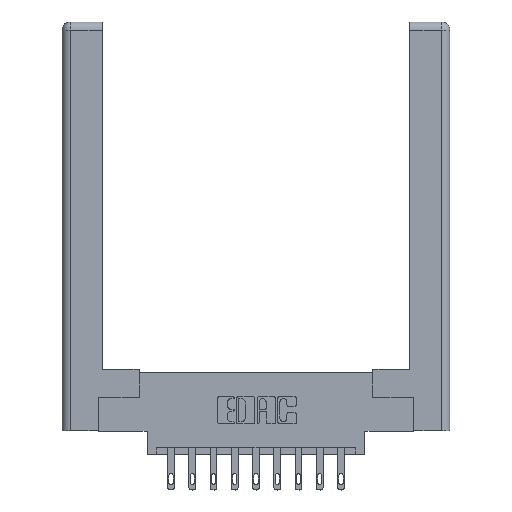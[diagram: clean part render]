
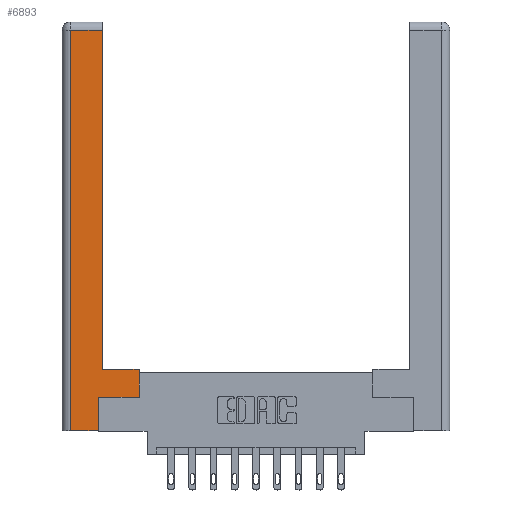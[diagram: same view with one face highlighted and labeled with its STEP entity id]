
A CAD part, top view. The second image highlights one B-rep face of the part: STEP entity #6893.
In plain terms, the highlighted planar face has unit normal (0, 0, 1).
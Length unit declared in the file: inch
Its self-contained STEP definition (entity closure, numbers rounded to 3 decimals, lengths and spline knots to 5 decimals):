
#459 = DIRECTION ( 'NONE',  ( 0., 1., 0. ) ) ;
#663 = VERTEX_POINT ( 'NONE', #7899 ) ;
#811 = ORIENTED_EDGE ( 'NONE', *, *, #9670, .T. ) ;
#848 = EDGE_CURVE ( 'NONE', #10737, #10524, #5816, .T. ) ;
#960 = DIRECTION ( 'NONE',  ( -1., 0., 0. ) ) ;
#1057 = VECTOR ( 'NONE', #2094, 39.37008 ) ;
#1739 = LINE ( 'NONE', #12426, #7438 ) ;
#1855 = EDGE_CURVE ( 'NONE', #3264, #3821, #1739, .T. ) ;
#2022 = PLANE ( 'NONE',  #5523 ) ;
#2094 = DIRECTION ( 'NONE',  ( 0., 1., 0. ) ) ;
#2652 = DIRECTION ( 'NONE',  ( -1., 0., 0. ) ) ;
#2936 = ORIENTED_EDGE ( 'NONE', *, *, #13688, .T. ) ;
#3114 = CARTESIAN_POINT ( 'NONE',  ( 0.565, 0.45, 0. ) ) ;
#3264 = VERTEX_POINT ( 'NONE', #11681 ) ;
#3336 = CARTESIAN_POINT ( 'NONE',  ( 0.265, 0., 0. ) ) ;
#3488 = EDGE_CURVE ( 'NONE', #4602, #663, #11464, .T. ) ;
#3821 = VERTEX_POINT ( 'NONE', #4023 ) ;
#3954 = VERTEX_POINT ( 'NONE', #7074 ) ;
#4023 = CARTESIAN_POINT ( 'NONE',  ( 0.0615, 2.94, 0. ) ) ;
#4569 = LINE ( 'NONE', #5560, #4730 ) ;
#4582 = ORIENTED_EDGE ( 'NONE', *, *, #1855, .T. ) ;
#4602 = VERTEX_POINT ( 'NONE', #3114 ) ;
#4730 = VECTOR ( 'NONE', #7708, 39.37008 ) ;
#4806 = DIRECTION ( 'NONE',  ( 0., -1., 0. ) ) ;
#5064 = VECTOR ( 'NONE', #13039, 39.37008 ) ;
#5320 = ORIENTED_EDGE ( 'NONE', *, *, #8404, .T. ) ;
#5523 = AXIS2_PLACEMENT_3D ( 'NONE', #13901, #7401, #960 ) ;
#5560 = CARTESIAN_POINT ( 'NONE',  ( 0.265, 0.245, 0. ) ) ;
#5816 = LINE ( 'NONE', #12493, #9167 ) ;
#6006 = VECTOR ( 'NONE', #4806, 39.37008 ) ;
#6117 = LINE ( 'NONE', #9697, #1057 ) ;
#6129 = EDGE_CURVE ( 'NONE', #13658, #3954, #7229, .T. ) ;
#6198 = FACE_OUTER_BOUND ( 'NONE', #7247, .T. ) ;
#6893 = ADVANCED_FACE ( 'NONE', ( #6198 ), #2022, .F. ) ;
#7074 = CARTESIAN_POINT ( 'NONE',  ( 0.265, 0., 0. ) ) ;
#7126 = DIRECTION ( 'NONE',  ( -1., 0., 0. ) ) ;
#7229 = LINE ( 'NONE', #3336, #5064 ) ;
#7247 = EDGE_LOOP ( 'NONE', ( #13411, #4582, #5320, #8319, #2936, #9255, #811, #11873 ) ) ;
#7401 = DIRECTION ( 'NONE',  ( 0., 0., -1. ) ) ;
#7438 = VECTOR ( 'NONE', #7126, 39.37008 ) ;
#7619 = CARTESIAN_POINT ( 'NONE',  ( 0.0615, 0., 0. ) ) ;
#7708 = DIRECTION ( 'NONE',  ( 0., 1., 0. ) ) ;
#7899 = CARTESIAN_POINT ( 'NONE',  ( 0.295, 0.45, 0. ) ) ;
#8232 = DIRECTION ( 'NONE',  ( 1., 0., 0. ) ) ;
#8319 = ORIENTED_EDGE ( 'NONE', *, *, #6129, .T. ) ;
#8404 = EDGE_CURVE ( 'NONE', #3821, #13658, #9014, .T. ) ;
#8917 = VECTOR ( 'NONE', #2652, 39.37008 ) ;
#9014 = LINE ( 'NONE', #10109, #6006 ) ;
#9154 = VECTOR ( 'NONE', #459, 39.37008 ) ;
#9167 = VECTOR ( 'NONE', #8232, 39.37008 ) ;
#9255 = ORIENTED_EDGE ( 'NONE', *, *, #848, .T. ) ;
#9670 = EDGE_CURVE ( 'NONE', #10524, #4602, #12027, .T. ) ;
#9697 = CARTESIAN_POINT ( 'NONE',  ( 0.295, 3., 0. ) ) ;
#10109 = CARTESIAN_POINT ( 'NONE',  ( 0.0615, 0., 0. ) ) ;
#10311 = CARTESIAN_POINT ( 'NONE',  ( 0.565, 0.45, 0. ) ) ;
#10524 = VERTEX_POINT ( 'NONE', #11796 ) ;
#10737 = VERTEX_POINT ( 'NONE', #12764 ) ;
#10962 = CARTESIAN_POINT ( 'NONE',  ( 0.295, 0.45, 0. ) ) ;
#11464 = LINE ( 'NONE', #10962, #8917 ) ;
#11681 = CARTESIAN_POINT ( 'NONE',  ( 0.295, 2.94, 0. ) ) ;
#11796 = CARTESIAN_POINT ( 'NONE',  ( 0.565, 0.245, 0. ) ) ;
#11873 = ORIENTED_EDGE ( 'NONE', *, *, #3488, .T. ) ;
#12027 = LINE ( 'NONE', #10311, #9154 ) ;
#12285 = EDGE_CURVE ( 'NONE', #663, #3264, #6117, .T. ) ;
#12426 = CARTESIAN_POINT ( 'NONE',  ( 0.0615, 2.94, 0. ) ) ;
#12493 = CARTESIAN_POINT ( 'NONE',  ( 0.565, 0.245, 0. ) ) ;
#12764 = CARTESIAN_POINT ( 'NONE',  ( 0.265, 0.245, 0. ) ) ;
#13039 = DIRECTION ( 'NONE',  ( 1., 0., 0. ) ) ;
#13411 = ORIENTED_EDGE ( 'NONE', *, *, #12285, .T. ) ;
#13658 = VERTEX_POINT ( 'NONE', #7619 ) ;
#13688 = EDGE_CURVE ( 'NONE', #3954, #10737, #4569, .T. ) ;
#13901 = CARTESIAN_POINT ( 'NONE',  ( 0., 0., 0. ) ) ;
